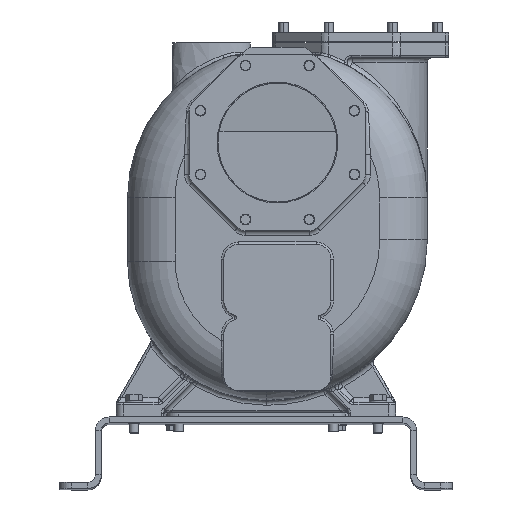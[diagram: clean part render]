
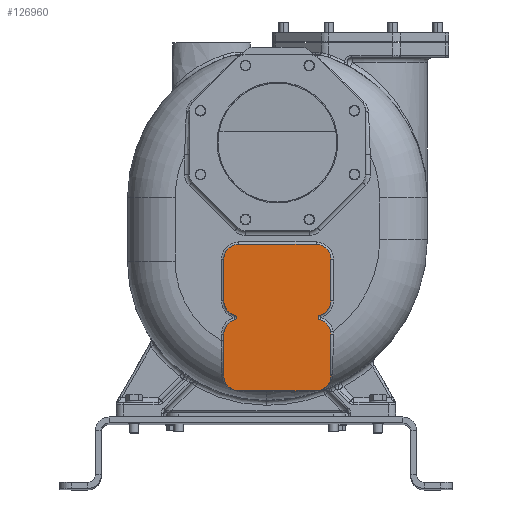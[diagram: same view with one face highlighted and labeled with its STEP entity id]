
A CAD part, top view. The second image highlights one B-rep face of the part: STEP entity #126960.
In plain terms, the highlighted planar face has unit normal (0, 0, 1).
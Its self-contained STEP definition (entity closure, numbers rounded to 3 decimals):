
#20821=CARTESIAN_POINT('',(101.,194.,279.));
#20822=DIRECTION('',(0.,0.,1.));
#20823=DIRECTION('',(0.26,-0.966,0.));
#20824=AXIS2_PLACEMENT_3D('',#20821,#20822,#20823);
#20826=CARTESIAN_POINT('',(108.55,166.,279.));
#20827=DIRECTION('',(0.,0.,-1.));
#20828=DIRECTION('',(-0.26,-0.966,0.));
#20829=AXIS2_PLACEMENT_3D('',#20826,#20827,#20828);
#20831=CARTESIAN_POINT('',(101.,138.,279.));
#20832=DIRECTION('',(0.,0.,1.));
#20833=DIRECTION('',(1.,0.,0.));
#20834=AXIS2_PLACEMENT_3D('',#20831,#20832,#20833);
#20836=DIRECTION('',(0.,1.,0.));
#20837=VECTOR('',#20836,70.);
#20838=CARTESIAN_POINT('',(126.,68.,279.));
#20839=LINE('',#20838,#20837);
#20840=CARTESIAN_POINT('',(101.,68.,279.));
#20841=DIRECTION('',(0.,0.,1.));
#20842=DIRECTION('',(0.,-1.,0.));
#20843=AXIS2_PLACEMENT_3D('',#20840,#20841,#20842);
#20845=DIRECTION('',(1.,0.,0.));
#20846=VECTOR('',#20845,130.);
#20847=CARTESIAN_POINT('',(-29.,43.,279.));
#20848=LINE('',#20847,#20846);
#20849=CARTESIAN_POINT('',(-29.,68.,279.));
#20850=DIRECTION('',(0.,0.,1.));
#20851=DIRECTION('',(-1.,0.,0.));
#20852=AXIS2_PLACEMENT_3D('',#20849,#20850,#20851);
#20854=DIRECTION('',(0.,-1.,0.));
#20855=VECTOR('',#20854,70.);
#20856=CARTESIAN_POINT('',(-54.,138.,279.));
#20857=LINE('',#20856,#20855);
#20858=CARTESIAN_POINT('',(-29.,138.,279.));
#20859=DIRECTION('',(0.,0.,1.));
#20860=DIRECTION('',(-0.26,0.966,0.));
#20861=AXIS2_PLACEMENT_3D('',#20858,#20859,#20860);
#20863=CARTESIAN_POINT('',(-36.55,166.,279.));
#20864=DIRECTION('',(0.,0.,-1.));
#20865=DIRECTION('',(0.26,0.966,0.));
#20866=AXIS2_PLACEMENT_3D('',#20863,#20864,#20865);
#20868=CARTESIAN_POINT('',(-29.,194.,279.));
#20869=DIRECTION('',(0.,0.,1.));
#20870=DIRECTION('',(-1.,0.,0.));
#20871=AXIS2_PLACEMENT_3D('',#20868,#20869,#20870);
#20873=DIRECTION('',(0.,-1.,0.));
#20874=VECTOR('',#20873,70.);
#20875=CARTESIAN_POINT('',(-54.,264.,279.));
#20876=LINE('',#20875,#20874);
#20877=CARTESIAN_POINT('',(-29.,264.,279.));
#20878=DIRECTION('',(0.,0.,1.));
#20879=DIRECTION('',(0.,1.,0.));
#20880=AXIS2_PLACEMENT_3D('',#20877,#20878,#20879);
#20882=DIRECTION('',(-1.,0.,0.));
#20883=VECTOR('',#20882,130.);
#20884=CARTESIAN_POINT('',(101.,289.,279.));
#20885=LINE('',#20884,#20883);
#20886=CARTESIAN_POINT('',(101.,264.,279.));
#20887=DIRECTION('',(0.,0.,1.));
#20888=DIRECTION('',(1.,0.,0.));
#20889=AXIS2_PLACEMENT_3D('',#20886,#20887,#20888);
#20891=DIRECTION('',(0.,1.,0.));
#20892=VECTOR('',#20891,70.);
#20893=CARTESIAN_POINT('',(126.,194.,279.));
#20894=LINE('',#20893,#20892);
#89053=CARTESIAN_POINT('',(-29.,289.,279.));
#89054=CARTESIAN_POINT('',(-54.,264.,279.));
#89055=VERTEX_POINT('',#89053);
#89056=VERTEX_POINT('',#89054);
#89057=CARTESIAN_POINT('',(-54.,194.,279.));
#89058=VERTEX_POINT('',#89057);
#89059=CARTESIAN_POINT('',(126.,194.,279.));
#89060=CARTESIAN_POINT('',(126.,264.,279.));
#89061=VERTEX_POINT('',#89059);
#89062=VERTEX_POINT('',#89060);
#89063=CARTESIAN_POINT('',(101.,289.,279.));
#89064=VERTEX_POINT('',#89063);
#89259=CARTESIAN_POINT('',(-35.508,162.138,279.));
#89260=CARTESIAN_POINT('',(-54.,138.,279.));
#89261=VERTEX_POINT('',#89259);
#89262=VERTEX_POINT('',#89260);
#89263=CARTESIAN_POINT('',(-54.,68.,279.));
#89264=VERTEX_POINT('',#89263);
#89265=CARTESIAN_POINT('',(-29.,43.,279.));
#89266=VERTEX_POINT('',#89265);
#89267=CARTESIAN_POINT('',(101.,43.,279.));
#89268=VERTEX_POINT('',#89267);
#89269=CARTESIAN_POINT('',(126.,68.,279.));
#89270=VERTEX_POINT('',#89269);
#89271=CARTESIAN_POINT('',(126.,138.,279.));
#89272=VERTEX_POINT('',#89271);
#89273=CARTESIAN_POINT('',(107.508,162.138,279.));
#89274=VERTEX_POINT('',#89273);
#89423=CARTESIAN_POINT('',(-35.508,169.862,279.));
#89424=VERTEX_POINT('',#89423);
#89425=CARTESIAN_POINT('',(107.508,169.862,279.));
#89426=VERTEX_POINT('',#89425);
#126929=CARTESIAN_POINT('',(0.,279.,279.));
#126930=DIRECTION('',(0.,0.,1.));
#126931=DIRECTION('',(1.,0.,0.));
#126932=AXIS2_PLACEMENT_3D('',#126929,#126930,#126931);
#126933=PLANE('',#126932);
#126935=ORIENTED_EDGE('',*,*,#126934,.F.);
#126936=ORIENTED_EDGE('',*,*,#126894,.F.);
#126937=ORIENTED_EDGE('',*,*,#126909,.F.);
#126938=ORIENTED_EDGE('',*,*,#126923,.F.);
#126939=ORIENTED_EDGE('',*,*,#126551,.F.);
#126940=ORIENTED_EDGE('',*,*,#126566,.F.);
#126941=ORIENTED_EDGE('',*,*,#126582,.F.);
#126942=ORIENTED_EDGE('',*,*,#126729,.F.);
#126943=ORIENTED_EDGE('',*,*,#126744,.F.);
#126945=ORIENTED_EDGE('',*,*,#126944,.F.);
#126947=ORIENTED_EDGE('',*,*,#126946,.F.);
#126949=ORIENTED_EDGE('',*,*,#126948,.F.);
#126951=ORIENTED_EDGE('',*,*,#126950,.F.);
#126953=ORIENTED_EDGE('',*,*,#126952,.F.);
#126955=ORIENTED_EDGE('',*,*,#126954,.F.);
#126957=ORIENTED_EDGE('',*,*,#126956,.F.);
#126958=EDGE_LOOP('',(#126935,#126936,#126937,#126938,#126939,#126940,#126941,
#126942,#126943,#126945,#126947,#126949,#126951,#126953,#126955,#126957));
#126959=FACE_OUTER_BOUND('',#126958,.F.);
#126960=ADVANCED_FACE('',(#126959),#126933,.T.);
#20825=CIRCLE('',#20824,25.);
#20830=CIRCLE('',#20829,4.);
#20835=CIRCLE('',#20834,25.);
#20844=CIRCLE('',#20843,25.);
#20853=CIRCLE('',#20852,25.);
#20862=CIRCLE('',#20861,25.);
#20867=CIRCLE('',#20866,4.);
#20872=CIRCLE('',#20871,25.);
#20881=CIRCLE('',#20880,25.);
#20890=CIRCLE('',#20889,25.);
#126551=EDGE_CURVE('',#89268,#89270,#20844,.T.);
#126566=EDGE_CURVE('',#89266,#89268,#20848,.T.);
#126582=EDGE_CURVE('',#89264,#89266,#20853,.T.);
#126729=EDGE_CURVE('',#89262,#89264,#20857,.T.);
#126744=EDGE_CURVE('',#89261,#89262,#20862,.T.);
#126894=EDGE_CURVE('',#89274,#89426,#20830,.T.);
#126909=EDGE_CURVE('',#89272,#89274,#20835,.T.);
#126923=EDGE_CURVE('',#89270,#89272,#20839,.T.);
#126934=EDGE_CURVE('',#89426,#89061,#20825,.T.);
#126944=EDGE_CURVE('',#89424,#89261,#20867,.T.);
#126946=EDGE_CURVE('',#89058,#89424,#20872,.T.);
#126948=EDGE_CURVE('',#89056,#89058,#20876,.T.);
#126950=EDGE_CURVE('',#89055,#89056,#20881,.T.);
#126952=EDGE_CURVE('',#89064,#89055,#20885,.T.);
#126954=EDGE_CURVE('',#89062,#89064,#20890,.T.);
#126956=EDGE_CURVE('',#89061,#89062,#20894,.T.);
